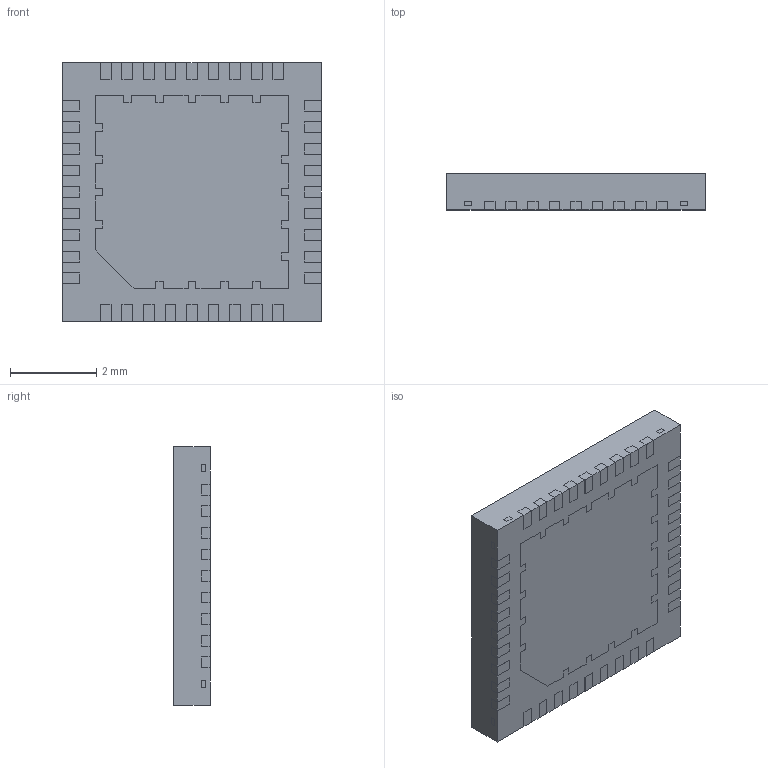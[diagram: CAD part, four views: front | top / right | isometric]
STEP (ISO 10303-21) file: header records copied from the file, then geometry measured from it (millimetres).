
FILE_DESCRIPTION (( 'STEP AP214' ), '1' );
FILE_NAME ('6x6_36_5.STEP', '2013-08-15T17:35:15', ( 'sw2011vm-Admin' ), ( '' ), 'SwSTEP 2.0', 'SolidWorks 2012', '' );
FILE_SCHEMA (( 'AUTOMOTIVE_DESIGN' ));
Length unit declared in the file: millimetre
Products named in the file (1): 6x6_36_5
Bounding box: 6 x 0.84 x 6 mm (x, y, z)
Volume: 10.8 mm3; surface area: 249.4 mm2
Topology: 112 solids, 112 shells, 1779 faces, 4817 edges, 3182 vertices
Faces by surface type: plane 1779
Entity records: 55820 total; most frequent: CARTESIAN_POINT 9779, ORIENTED_EDGE 9634, DIRECTION 8377, LINE 4817, VECTOR 4817, EDGE_CURVE 4817, VERTEX_POINT 3182, EDGE_LOOP 1789
